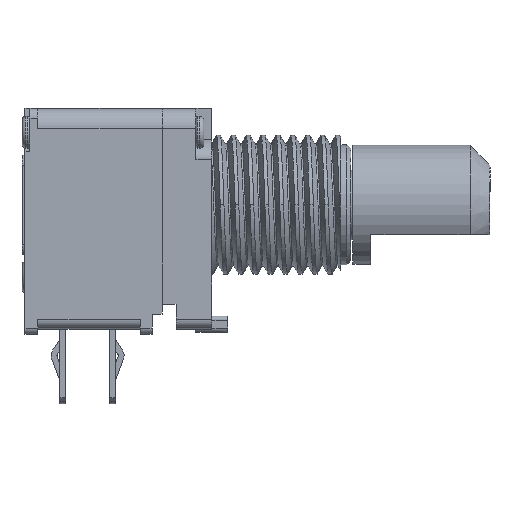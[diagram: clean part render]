
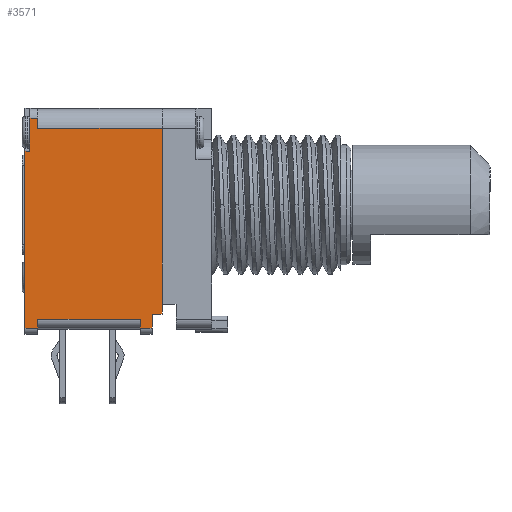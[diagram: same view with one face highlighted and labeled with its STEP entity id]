
A CAD part, left-side view. The second image highlights one B-rep face of the part: STEP entity #3571.
In plain terms, the highlighted planar face has unit normal (-1, 0, 0).
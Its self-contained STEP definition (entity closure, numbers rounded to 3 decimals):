
#49=PLANE('',#3826);
#201=FACE_OUTER_BOUND('',#393,.T.);
#393=EDGE_LOOP('',(#2421,#2422,#2423,#2424,#2425,#2426,#2427,#2428,#2429,
#2430,#2431,#2432,#2433,#2434,#2435));
#754=LINE('',#6007,#1105);
#755=LINE('',#6009,#1106);
#756=LINE('',#6011,#1107);
#757=LINE('',#6013,#1108);
#758=LINE('',#6015,#1109);
#759=LINE('',#6017,#1110);
#760=LINE('',#6019,#1111);
#761=LINE('',#6021,#1112);
#762=LINE('',#6023,#1113);
#763=LINE('',#6025,#1114);
#764=LINE('',#6027,#1115);
#765=LINE('',#6029,#1116);
#766=LINE('',#6031,#1117);
#767=LINE('',#6033,#1118);
#768=LINE('',#6034,#1119);
#1105=VECTOR('',#4262,1.);
#1106=VECTOR('',#4263,1.);
#1107=VECTOR('',#4264,1.);
#1108=VECTOR('',#4265,1.);
#1109=VECTOR('',#4266,1.);
#1110=VECTOR('',#4267,1.);
#1111=VECTOR('',#4268,1.);
#1112=VECTOR('',#4269,1.);
#1113=VECTOR('',#4270,1.);
#1114=VECTOR('',#4271,1.);
#1115=VECTOR('',#4272,1.);
#1116=VECTOR('',#4273,1.);
#1117=VECTOR('',#4274,1.);
#1118=VECTOR('',#4275,1.);
#1119=VECTOR('',#4276,1.);
#1500=VERTEX_POINT('',#6005);
#1501=VERTEX_POINT('',#6006);
#1502=VERTEX_POINT('',#6008);
#1503=VERTEX_POINT('',#6010);
#1504=VERTEX_POINT('',#6012);
#1505=VERTEX_POINT('',#6014);
#1506=VERTEX_POINT('',#6016);
#1507=VERTEX_POINT('',#6018);
#1508=VERTEX_POINT('',#6020);
#1509=VERTEX_POINT('',#6022);
#1510=VERTEX_POINT('',#6024);
#1511=VERTEX_POINT('',#6026);
#1512=VERTEX_POINT('',#6028);
#1513=VERTEX_POINT('',#6030);
#1514=VERTEX_POINT('',#6032);
#1865=EDGE_CURVE('',#1500,#1501,#754,.T.);
#1866=EDGE_CURVE('',#1500,#1502,#755,.T.);
#1867=EDGE_CURVE('',#1502,#1503,#756,.T.);
#1868=EDGE_CURVE('',#1503,#1504,#757,.T.);
#1869=EDGE_CURVE('',#1505,#1504,#758,.T.);
#1870=EDGE_CURVE('',#1505,#1506,#759,.T.);
#1871=EDGE_CURVE('',#1506,#1507,#760,.T.);
#1872=EDGE_CURVE('',#1508,#1507,#761,.T.);
#1873=EDGE_CURVE('',#1508,#1509,#762,.T.);
#1874=EDGE_CURVE('',#1509,#1510,#763,.T.);
#1875=EDGE_CURVE('',#1510,#1511,#764,.T.);
#1876=EDGE_CURVE('',#1511,#1512,#765,.T.);
#1877=EDGE_CURVE('',#1512,#1513,#766,.T.);
#1878=EDGE_CURVE('',#1514,#1513,#767,.T.);
#1879=EDGE_CURVE('',#1514,#1501,#768,.T.);
#2421=ORIENTED_EDGE('',*,*,#1865,.F.);
#2422=ORIENTED_EDGE('',*,*,#1866,.T.);
#2423=ORIENTED_EDGE('',*,*,#1867,.T.);
#2424=ORIENTED_EDGE('',*,*,#1868,.T.);
#2425=ORIENTED_EDGE('',*,*,#1869,.F.);
#2426=ORIENTED_EDGE('',*,*,#1870,.T.);
#2427=ORIENTED_EDGE('',*,*,#1871,.T.);
#2428=ORIENTED_EDGE('',*,*,#1872,.F.);
#2429=ORIENTED_EDGE('',*,*,#1873,.T.);
#2430=ORIENTED_EDGE('',*,*,#1874,.T.);
#2431=ORIENTED_EDGE('',*,*,#1875,.T.);
#2432=ORIENTED_EDGE('',*,*,#1876,.T.);
#2433=ORIENTED_EDGE('',*,*,#1877,.T.);
#2434=ORIENTED_EDGE('',*,*,#1878,.F.);
#2435=ORIENTED_EDGE('',*,*,#1879,.T.);
#3571=ADVANCED_FACE('',(#201),#49,.T.);
#3826=AXIS2_PLACEMENT_3D('',#6004,#4260,#4261);
#4260=DIRECTION('center_axis',(-1.,0.,0.));
#4261=DIRECTION('ref_axis',(0.,0.,-1.));
#4262=DIRECTION('',(0.,0.,-1.));
#4263=DIRECTION('',(0.,0.,1.));
#4264=DIRECTION('',(0.,1.,0.));
#4265=DIRECTION('',(0.,0.,1.));
#4266=DIRECTION('',(0.,-1.,0.));
#4267=DIRECTION('',(0.,0.,-1.));
#4268=DIRECTION('',(0.,1.,0.));
#4269=DIRECTION('',(0.,0.,1.));
#4270=DIRECTION('',(0.,-1.,0.));
#4271=DIRECTION('',(0.,0.,1.));
#4272=DIRECTION('',(0.,-1.,0.));
#4273=DIRECTION('',(0.,0.,-1.));
#4274=DIRECTION('',(0.,-1.,0.));
#4275=DIRECTION('',(0.,0.,-1.));
#4276=DIRECTION('',(0.,-1.,0.));
#6004=CARTESIAN_POINT('Origin',(-4.75,-13.085,1.5));
#6005=CARTESIAN_POINT('',(-4.75,2.5,1.5));
#6006=CARTESIAN_POINT('',(-4.75,2.5,1.));
#6007=CARTESIAN_POINT('',(-4.75,2.5,11.35));
#6008=CARTESIAN_POINT('',(-4.75,2.5,10.35));
#6009=CARTESIAN_POINT('',(-4.75,2.5,1.5));
#6010=CARTESIAN_POINT('',(-4.75,8.75,10.35));
#6011=CARTESIAN_POINT('',(-4.75,-12.885,10.35));
#6012=CARTESIAN_POINT('',(-4.75,8.75,10.85));
#6013=CARTESIAN_POINT('',(-4.75,8.75,10.85));
#6014=CARTESIAN_POINT('',(-4.75,9.15,10.85));
#6015=CARTESIAN_POINT('',(-4.75,9.4,10.85));
#6016=CARTESIAN_POINT('',(-4.75,9.15,9.2));
#6017=CARTESIAN_POINT('',(-4.75,9.15,9.2));
#6018=CARTESIAN_POINT('',(-4.75,9.4,9.2));
#6019=CARTESIAN_POINT('',(-4.75,5.881,9.2));
#6020=CARTESIAN_POINT('',(-4.75,9.4,0.3));
#6021=CARTESIAN_POINT('',(-4.75,9.4,10.85));
#6022=CARTESIAN_POINT('',(-4.75,8.75,0.3));
#6023=CARTESIAN_POINT('',(-4.75,9.4,0.3));
#6024=CARTESIAN_POINT('',(-4.75,8.75,0.75));
#6025=CARTESIAN_POINT('',(-4.75,8.75,10.85));
#6026=CARTESIAN_POINT('',(-4.75,3.6,0.75));
#6027=CARTESIAN_POINT('',(-4.75,2.5,0.75));
#6028=CARTESIAN_POINT('',(-4.75,3.6,0.3));
#6029=CARTESIAN_POINT('',(-4.75,3.6,-1.074));
#6030=CARTESIAN_POINT('',(-4.75,3.,0.3));
#6031=CARTESIAN_POINT('',(-4.75,2.5,0.3));
#6032=CARTESIAN_POINT('',(-4.75,3.,1.));
#6033=CARTESIAN_POINT('',(-4.75,3.,11.35));
#6034=CARTESIAN_POINT('',(-4.75,2.5,1.));
